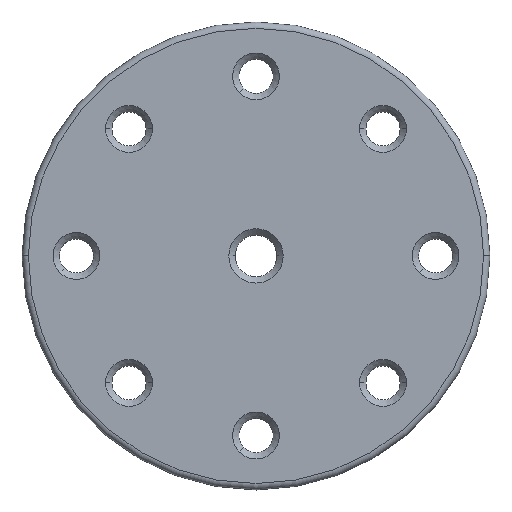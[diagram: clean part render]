
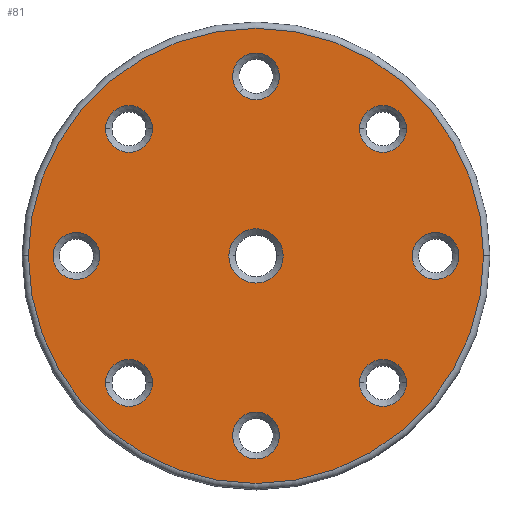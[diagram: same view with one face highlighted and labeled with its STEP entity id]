
A CAD part, top view. The second image highlights one B-rep face of the part: STEP entity #81.
In plain terms, the highlighted planar face has unit normal (0, 0, 1).
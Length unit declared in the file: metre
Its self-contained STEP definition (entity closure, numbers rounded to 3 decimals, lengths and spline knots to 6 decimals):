
#81=ADVANCED_FACE('1:7976',(#182,#183,#184,#185,#186,#187,#188,#189,#190,#191),#192,.T.);
#182=FACE_BOUND('',#321,.T.);
#183=FACE_BOUND('',#322,.T.);
#184=FACE_BOUND('',#323,.T.);
#185=FACE_BOUND('',#324,.T.);
#186=FACE_BOUND('',#325,.T.);
#187=FACE_BOUND('',#326,.T.);
#188=FACE_BOUND('',#327,.T.);
#189=FACE_BOUND('',#328,.T.);
#190=FACE_BOUND('',#329,.T.);
#191=FACE_OUTER_BOUND('',#330,.T.);
#192=PLANE('',#331);
#321=EDGE_LOOP('',(#617,#618));
#322=EDGE_LOOP('',(#619,#620));
#323=EDGE_LOOP('',(#621,#622));
#324=EDGE_LOOP('',(#623,#624));
#325=EDGE_LOOP('',(#625,#626));
#326=EDGE_LOOP('',(#627,#628));
#327=EDGE_LOOP('',(#629,#630));
#328=EDGE_LOOP('',(#631,#632));
#329=EDGE_LOOP('',(#633,#634));
#330=EDGE_LOOP('',(#635,#636));
#331=AXIS2_PLACEMENT_3D('',#637,#638,#639);
#617=ORIENTED_EDGE('',*,*,#942,.F.);
#618=ORIENTED_EDGE('',*,*,#961,.F.);
#619=ORIENTED_EDGE('',*,*,#879,.F.);
#620=ORIENTED_EDGE('',*,*,#962,.F.);
#621=ORIENTED_EDGE('',*,*,#876,.F.);
#622=ORIENTED_EDGE('',*,*,#963,.F.);
#623=ORIENTED_EDGE('',*,*,#901,.F.);
#624=ORIENTED_EDGE('',*,*,#964,.F.);
#625=ORIENTED_EDGE('',*,*,#898,.F.);
#626=ORIENTED_EDGE('',*,*,#965,.F.);
#627=ORIENTED_EDGE('',*,*,#857,.F.);
#628=ORIENTED_EDGE('',*,*,#966,.F.);
#629=ORIENTED_EDGE('',*,*,#854,.F.);
#630=ORIENTED_EDGE('',*,*,#967,.F.);
#631=ORIENTED_EDGE('',*,*,#923,.F.);
#632=ORIENTED_EDGE('',*,*,#968,.F.);
#633=ORIENTED_EDGE('',*,*,#920,.F.);
#634=ORIENTED_EDGE('',*,*,#969,.F.);
#635=ORIENTED_EDGE('',*,*,#970,.F.);
#636=ORIENTED_EDGE('',*,*,#948,.F.);
#637=CARTESIAN_POINT('',(-0.031079,-0.064189,-0.001));
#638=DIRECTION('',(0.,0.,1.0));
#639=DIRECTION('',(0.707,0.707,0.));
#854=EDGE_CURVE('1:8114',#998,#996,#1000,.T.);
#857=EDGE_CURVE('1:8111',#1003,#1001,#1005,.T.);
#876=EDGE_CURVE('1:8102',#1036,#1034,#1038,.T.);
#879=EDGE_CURVE('1:8099',#1041,#1039,#1043,.T.);
#898=EDGE_CURVE('1:8108',#1074,#1072,#1076,.T.);
#901=EDGE_CURVE('1:8105',#1079,#1077,#1081,.T.);
#920=EDGE_CURVE('1:8120',#1112,#1110,#1114,.T.);
#923=EDGE_CURVE('1:8117',#1117,#1115,#1119,.T.);
#942=EDGE_CURVE('1:8096',#1148,#1145,#1150,.T.);
#948=EDGE_CURVE('1:8123',#1159,#1161,#1162,.T.);
#961=EDGE_CURVE('1:8096',#1145,#1148,#1175,.T.);
#962=EDGE_CURVE('1:8099',#1039,#1041,#1176,.T.);
#963=EDGE_CURVE('1:8102',#1034,#1036,#1177,.T.);
#964=EDGE_CURVE('1:8105',#1077,#1079,#1178,.T.);
#965=EDGE_CURVE('1:8108',#1072,#1074,#1179,.T.);
#966=EDGE_CURVE('1:8111',#1001,#1003,#1180,.T.);
#967=EDGE_CURVE('1:8114',#996,#998,#1181,.T.);
#968=EDGE_CURVE('1:8117',#1115,#1117,#1182,.T.);
#969=EDGE_CURVE('1:8120',#1110,#1112,#1183,.T.);
#970=EDGE_CURVE('1:8123',#1161,#1159,#1184,.T.);
#996=VERTEX_POINT('',#1214);
#998=VERTEX_POINT('',#1217);
#1000=CIRCLE('',#1220,0.00185);
#1001=VERTEX_POINT('',#1221);
#1003=VERTEX_POINT('',#1224);
#1005=CIRCLE('',#1227,0.00185);
#1034=VERTEX_POINT('',#1264);
#1036=VERTEX_POINT('',#1267);
#1038=CIRCLE('',#1270,0.00185);
#1039=VERTEX_POINT('',#1271);
#1041=VERTEX_POINT('',#1274);
#1043=CIRCLE('',#1277,0.00185);
#1072=VERTEX_POINT('',#1314);
#1074=VERTEX_POINT('',#1317);
#1076=CIRCLE('',#1320,0.00185);
#1077=VERTEX_POINT('',#1321);
#1079=VERTEX_POINT('',#1324);
#1081=CIRCLE('',#1327,0.00185);
#1110=VERTEX_POINT('',#1364);
#1112=VERTEX_POINT('',#1367);
#1114=CIRCLE('',#1370,0.00185);
#1115=VERTEX_POINT('',#1371);
#1117=VERTEX_POINT('',#1374);
#1119=CIRCLE('',#1377,0.00185);
#1145=VERTEX_POINT('',#1411);
#1148=VERTEX_POINT('',#1415);
#1150=CIRCLE('',#1418,0.00215);
#1159=VERTEX_POINT('',#1429);
#1161=VERTEX_POINT('',#1431);
#1162=CIRCLE('',#1432,0.018);
#1175=CIRCLE('',#1445,0.00215);
#1176=CIRCLE('',#1446,0.00185);
#1177=CIRCLE('',#1447,0.00185);
#1178=CIRCLE('',#1448,0.00185);
#1179=CIRCLE('',#1449,0.00185);
#1180=CIRCLE('',#1450,0.00185);
#1181=CIRCLE('',#1451,0.00185);
#1182=CIRCLE('',#1452,0.00185);
#1183=CIRCLE('',#1453,0.00185);
#1184=CIRCLE('',#1454,0.018);
#1214=CARTESIAN_POINT('',(-0.032393,-0.051289,-0.001));
#1217=CARTESIAN_POINT('',(-0.029777,-0.048673,-0.001));
#1220=AXIS2_PLACEMENT_3D('',#1482,#1483,#1484);
#1221=CARTESIAN_POINT('',(-0.022891,-0.054141,-0.001));
#1224=CARTESIAN_POINT('',(-0.019191,-0.054141,-0.001));
#1227=AXIS2_PLACEMENT_3D('',#1487,#1488,#1489);
#1264=CARTESIAN_POINT('',(-0.018189,-0.065493,-0.001));
#1267=CARTESIAN_POINT('',(-0.015573,-0.062877,-0.001));
#1270=AXIS2_PLACEMENT_3D('',#1524,#1525,#1526);
#1271=CARTESIAN_POINT('',(-0.022891,-0.074228,-0.001));
#1274=CARTESIAN_POINT('',(-0.019191,-0.074228,-0.001));
#1277=AXIS2_PLACEMENT_3D('',#1529,#1530,#1531);
#1314=CARTESIAN_POINT('',(-0.032393,-0.079697,-0.001));
#1317=CARTESIAN_POINT('',(-0.029777,-0.07708,-0.001));
#1320=AXIS2_PLACEMENT_3D('',#1566,#1567,#1568);
#1321=CARTESIAN_POINT('',(-0.042979,-0.074228,-0.001));
#1324=CARTESIAN_POINT('',(-0.039279,-0.074228,-0.001));
#1327=AXIS2_PLACEMENT_3D('',#1571,#1572,#1573);
#1364=CARTESIAN_POINT('',(-0.046597,-0.065493,-0.001));
#1367=CARTESIAN_POINT('',(-0.043981,-0.062877,-0.001));
#1370=AXIS2_PLACEMENT_3D('',#1608,#1609,#1610);
#1371=CARTESIAN_POINT('',(-0.042979,-0.054141,-0.001));
#1374=CARTESIAN_POINT('',(-0.039279,-0.054141,-0.001));
#1377=AXIS2_PLACEMENT_3D('',#1613,#1614,#1615);
#1411=CARTESIAN_POINT('',(-0.033235,-0.064185,-0.001));
#1415=CARTESIAN_POINT('',(-0.028935,-0.064185,-0.001));
#1418=AXIS2_PLACEMENT_3D('',#1650,#1651,#1652);
#1429=CARTESIAN_POINT('',(-0.049085,-0.064185,-0.001));
#1431=CARTESIAN_POINT('',(-0.013085,-0.064185,-0.001));
#1432=AXIS2_PLACEMENT_3D('',#1664,#1665,#1666);
#1445=AXIS2_PLACEMENT_3D('',#1703,#1704,#1705);
#1446=AXIS2_PLACEMENT_3D('',#1706,#1707,#1708);
#1447=AXIS2_PLACEMENT_3D('',#1709,#1710,#1711);
#1448=AXIS2_PLACEMENT_3D('',#1712,#1713,#1714);
#1449=AXIS2_PLACEMENT_3D('',#1715,#1716,#1717);
#1450=AXIS2_PLACEMENT_3D('',#1718,#1719,#1720);
#1451=AXIS2_PLACEMENT_3D('',#1721,#1722,#1723);
#1452=AXIS2_PLACEMENT_3D('',#1724,#1725,#1726);
#1453=AXIS2_PLACEMENT_3D('',#1727,#1728,#1729);
#1454=AXIS2_PLACEMENT_3D('',#1730,#1731,#1732);
#1482=CARTESIAN_POINT('',(-0.031085,-0.049981,-0.001));
#1483=DIRECTION('',(0.,0.,1.0));
#1484=DIRECTION('',(-0.707,-0.707,0.));
#1487=CARTESIAN_POINT('',(-0.021041,-0.054141,-0.001));
#1488=DIRECTION('',(0.,0.,1.0));
#1489=DIRECTION('',(-1.0,0.,0.));
#1524=CARTESIAN_POINT('',(-0.016881,-0.064185,-0.001));
#1525=DIRECTION('',(0.,0.,1.0));
#1526=DIRECTION('',(-0.707,-0.707,0.));
#1529=CARTESIAN_POINT('',(-0.021041,-0.074228,-0.001));
#1530=DIRECTION('',(0.,0.,1.0));
#1531=DIRECTION('',(-1.0,0.,0.));
#1566=CARTESIAN_POINT('',(-0.031085,-0.078388,-0.001));
#1567=DIRECTION('',(0.,0.,1.0));
#1568=DIRECTION('',(-0.707,-0.707,0.));
#1571=CARTESIAN_POINT('',(-0.041129,-0.074228,-0.001));
#1572=DIRECTION('',(0.,0.,1.0));
#1573=DIRECTION('',(-1.0,0.,0.));
#1608=CARTESIAN_POINT('',(-0.045289,-0.064185,-0.001));
#1609=DIRECTION('',(0.,0.,1.0));
#1610=DIRECTION('',(-0.707,-0.707,0.));
#1613=CARTESIAN_POINT('',(-0.041129,-0.054141,-0.001));
#1614=DIRECTION('',(0.,0.,1.0));
#1615=DIRECTION('',(-1.0,0.,0.));
#1650=CARTESIAN_POINT('',(-0.031085,-0.064185,-0.001));
#1651=DIRECTION('',(0.,0.,1.0));
#1652=DIRECTION('',(-1.0,0.,0.));
#1664=CARTESIAN_POINT('',(-0.031085,-0.064185,-0.001));
#1665=DIRECTION('',(0.,0.,-1.0));
#1666=DIRECTION('',(-1.0,0.,0.));
#1703=CARTESIAN_POINT('',(-0.031085,-0.064185,-0.001));
#1704=DIRECTION('',(0.,0.,1.0));
#1705=DIRECTION('',(-1.0,0.,0.));
#1706=CARTESIAN_POINT('',(-0.021041,-0.074228,-0.001));
#1707=DIRECTION('',(0.,0.,1.0));
#1708=DIRECTION('',(-1.0,0.,0.));
#1709=CARTESIAN_POINT('',(-0.016881,-0.064185,-0.001));
#1710=DIRECTION('',(0.,0.,1.0));
#1711=DIRECTION('',(-0.707,-0.707,0.));
#1712=CARTESIAN_POINT('',(-0.041129,-0.074228,-0.001));
#1713=DIRECTION('',(0.,0.,1.0));
#1714=DIRECTION('',(-1.0,0.,0.));
#1715=CARTESIAN_POINT('',(-0.031085,-0.078388,-0.001));
#1716=DIRECTION('',(0.,0.,1.0));
#1717=DIRECTION('',(-0.707,-0.707,0.));
#1718=CARTESIAN_POINT('',(-0.021041,-0.054141,-0.001));
#1719=DIRECTION('',(0.,0.,1.0));
#1720=DIRECTION('',(-1.0,0.,0.));
#1721=CARTESIAN_POINT('',(-0.031085,-0.049981,-0.001));
#1722=DIRECTION('',(0.,0.,1.0));
#1723=DIRECTION('',(-0.707,-0.707,0.));
#1724=CARTESIAN_POINT('',(-0.041129,-0.054141,-0.001));
#1725=DIRECTION('',(0.,0.,1.0));
#1726=DIRECTION('',(-1.0,0.,0.));
#1727=CARTESIAN_POINT('',(-0.045289,-0.064185,-0.001));
#1728=DIRECTION('',(0.,0.,1.0));
#1729=DIRECTION('',(-0.707,-0.707,0.));
#1730=CARTESIAN_POINT('',(-0.031085,-0.064185,-0.001));
#1731=DIRECTION('',(0.,0.,-1.0));
#1732=DIRECTION('',(-1.0,0.,0.));
